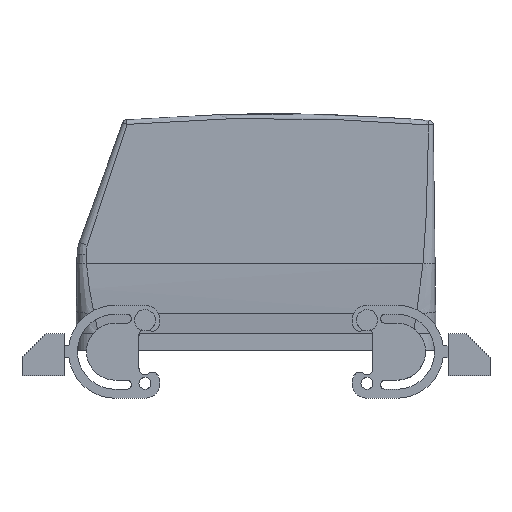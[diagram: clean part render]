
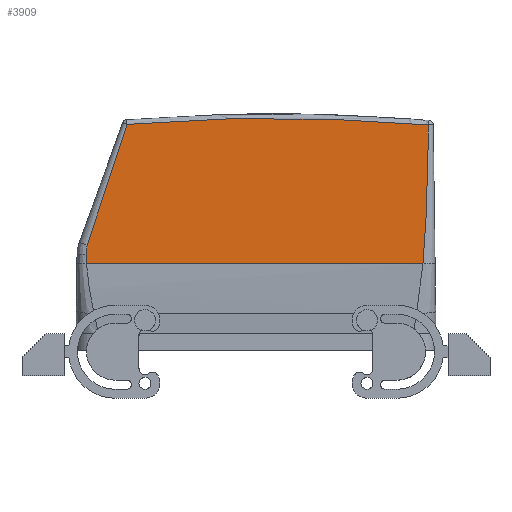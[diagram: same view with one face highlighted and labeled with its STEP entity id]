
A CAD part, left-side view. The second image highlights one B-rep face of the part: STEP entity #3909.
In plain terms, the highlighted planar face has unit normal (-1, 0, 0).
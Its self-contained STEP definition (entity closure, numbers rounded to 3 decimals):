
#3868=AXIS2_PLACEMENT_3D('Plane Axis2P3D',#3865,#3866,#3867) ;
#3898=AXIS2_PLACEMENT_3D('Circle Axis2P3D',#3896,#3897,$) ;
#2605=CARTESIAN_POINT('Vertex',(5.75,22.344,44.838)) ;
#2628=CARTESIAN_POINT('Line Origine',(5.75,77.368,44.838)) ;
#2632=CARTESIAN_POINT('Vertex',(5.75,134.502,44.838)) ;
#3106=CARTESIAN_POINT('Control Point',(5.75,134.653,47.961)) ;
#3107=CARTESIAN_POINT('Control Point',(5.75,134.628,47.337)) ;
#3108=CARTESIAN_POINT('Control Point',(5.75,134.602,46.712)) ;
#3109=CARTESIAN_POINT('Control Point',(5.75,134.573,46.088)) ;
#3110=CARTESIAN_POINT('Control Point',(5.75,134.54,45.464)) ;
#3111=CARTESIAN_POINT('Control Point',(5.75,134.502,44.838)) ;
#3112=CARTESIAN_POINT('Vertex',(5.75,134.653,47.961)) ;
#3482=CARTESIAN_POINT('Vertex',(5.75,20.449,91.076)) ;
#3486=CARTESIAN_POINT('Control Point',(5.75,20.449,91.076)) ;
#3487=CARTESIAN_POINT('Control Point',(5.75,20.518,86.576)) ;
#3488=CARTESIAN_POINT('Control Point',(5.75,20.601,82.081)) ;
#3489=CARTESIAN_POINT('Control Point',(5.75,20.713,77.612)) ;
#3490=CARTESIAN_POINT('Control Point',(5.75,20.894,71.124)) ;
#3491=CARTESIAN_POINT('Control Point',(5.75,21.121,64.637)) ;
#3492=CARTESIAN_POINT('Control Point',(5.75,21.195,62.649)) ;
#3493=CARTESIAN_POINT('Control Point',(5.75,21.316,59.673)) ;
#3494=CARTESIAN_POINT('Control Point',(5.75,21.459,56.697)) ;
#3495=CARTESIAN_POINT('Control Point',(5.75,21.511,55.682)) ;
#3496=CARTESIAN_POINT('Control Point',(5.75,21.663,52.918)) ;
#3497=CARTESIAN_POINT('Control Point',(5.75,21.854,50.155)) ;
#3498=CARTESIAN_POINT('Control Point',(5.75,21.997,48.382)) ;
#3499=CARTESIAN_POINT('Control Point',(5.75,22.161,46.61)) ;
#3500=CARTESIAN_POINT('Control Point',(5.75,22.344,44.838)) ;
#3865=CARTESIAN_POINT('Axis2P3D Location',(5.75,-83.991,-34.441)) ;
#3871=CARTESIAN_POINT('Control Point',(5.75,120.999,91.291)) ;
#3872=CARTESIAN_POINT('Control Point',(5.75,122.667,86.474)) ;
#3873=CARTESIAN_POINT('Control Point',(5.75,124.319,81.651)) ;
#3874=CARTESIAN_POINT('Control Point',(5.75,125.936,76.818)) ;
#3875=CARTESIAN_POINT('Control Point',(5.75,128.466,69.164)) ;
#3876=CARTESIAN_POINT('Control Point',(5.75,130.955,61.497)) ;
#3877=CARTESIAN_POINT('Control Point',(5.75,131.863,58.682)) ;
#3878=CARTESIAN_POINT('Control Point',(5.75,132.897,55.451)) ;
#3879=CARTESIAN_POINT('Control Point',(5.75,133.915,52.215)) ;
#3880=CARTESIAN_POINT('Control Point',(5.75,134.043,51.806)) ;
#3881=CARTESIAN_POINT('Control Point',(5.75,134.171,51.398)) ;
#3882=CARTESIAN_POINT('Control Point',(5.75,134.299,50.989)) ;
#3883=CARTESIAN_POINT('Vertex',(5.75,134.299,50.989)) ;
#3885=CARTESIAN_POINT('Vertex',(5.75,120.999,91.291)) ;
#3889=CARTESIAN_POINT('Control Point',(5.75,134.299,50.989)) ;
#3890=CARTESIAN_POINT('Control Point',(5.75,134.473,50.401)) ;
#3891=CARTESIAN_POINT('Control Point',(5.75,134.598,49.797)) ;
#3892=CARTESIAN_POINT('Control Point',(5.75,134.67,49.185)) ;
#3893=CARTESIAN_POINT('Control Point',(5.75,134.689,48.571)) ;
#3894=CARTESIAN_POINT('Control Point',(5.75,134.653,47.961)) ;
#3896=CARTESIAN_POINT('Axis2P3D Location',(5.75,72.,-505.2)) ;
#2629=DIRECTION('Vector Direction',(0.,-1.,0.)) ;
#3866=DIRECTION('Axis2P3D Direction',(-1.,0.,0.)) ;
#3867=DIRECTION('Axis2P3D XDirection',(0.,-0.317,0.949)) ;
#3897=DIRECTION('Axis2P3D Direction',(-1.,0.,0.)) ;
#2630=VECTOR('Line Direction',#2629,1.) ;
#3902=ORIENTED_EDGE('',*,*,#3887,.F.) ;
#3903=ORIENTED_EDGE('',*,*,#3895,.F.) ;
#3904=ORIENTED_EDGE('',*,*,#3114,.F.) ;
#3905=ORIENTED_EDGE('',*,*,#2634,.T.) ;
#3906=ORIENTED_EDGE('',*,*,#3501,.T.) ;
#3907=ORIENTED_EDGE('',*,*,#3900,.T.) ;
#3909=ADVANCED_FACE('Hood',(#3908),#3869,.T.) ;
#3105=B_SPLINE_CURVE_WITH_KNOTS('',5,(#3106,#3107,#3108,#3109,#3110,#3111),.UNSPECIFIED.,.F.,.U.,(6,6),(143.119,146.243),.UNSPECIFIED.) ;
#3485=B_SPLINE_CURVE_WITH_KNOTS('',5,(#3486,#3487,#3488,#3489,#3490,#3491,#3492,#3493,#3494,#3495,#3496,#3497,#3498,#3499,#3500),.UNSPECIFIED.,.F.,.U.,(6,3,3,3,6),(32.974,55.467,65.404,70.348,79.228),.UNSPECIFIED.) ;
#3870=B_SPLINE_CURVE_WITH_KNOTS('',5,(#3871,#3872,#3873,#3874,#3875,#3876,#3877,#3878,#3879,#3880,#3881,#3882),.UNSPECIFIED.,.F.,.U.,(6,3,3,6),(0.,36.025,56.992,60.02),.UNSPECIFIED.) ;
#3888=B_SPLINE_CURVE_WITH_KNOTS('',5,(#3889,#3890,#3891,#3892,#3893,#3894),.UNSPECIFIED.,.F.,.U.,(6,6),(0.,4.34),.UNSPECIFIED.) ;
#3899=CIRCLE('generated circle',#3898,598.5) ;
#2634=EDGE_CURVE('',#2633,#2606,#2631,.T.) ;
#3114=EDGE_CURVE('',#2633,#3113,#3105,.F.) ;
#3501=EDGE_CURVE('',#2606,#3483,#3485,.F.) ;
#3887=EDGE_CURVE('',#3884,#3886,#3870,.F.) ;
#3895=EDGE_CURVE('',#3113,#3884,#3888,.F.) ;
#3900=EDGE_CURVE('',#3483,#3886,#3899,.T.) ;
#3901=EDGE_LOOP('',(#3902,#3903,#3904,#3905,#3906,#3907)) ;
#3908=FACE_OUTER_BOUND('',#3901,.T.) ;
#2631=LINE('Line',#2628,#2630) ;
#3869=PLANE('',#3868) ;
#2606=VERTEX_POINT('',#2605) ;
#2633=VERTEX_POINT('',#2632) ;
#3113=VERTEX_POINT('',#3112) ;
#3483=VERTEX_POINT('',#3482) ;
#3884=VERTEX_POINT('',#3883) ;
#3886=VERTEX_POINT('',#3885) ;
